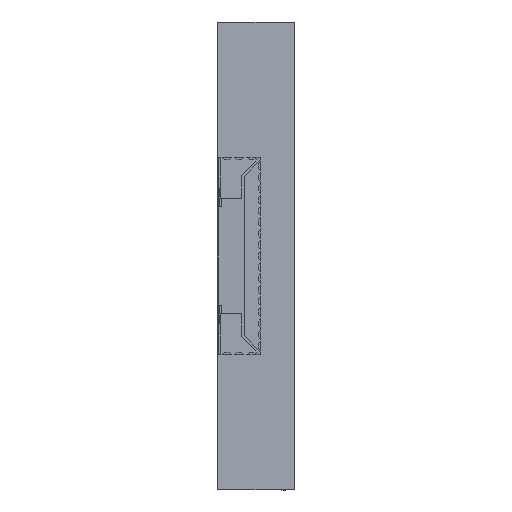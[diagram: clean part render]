
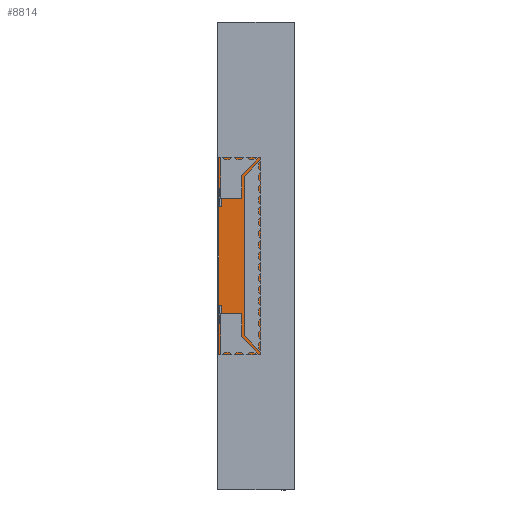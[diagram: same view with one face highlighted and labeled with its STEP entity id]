
A CAD part, front view. The second image highlights one B-rep face of the part: STEP entity #8814.
In plain terms, the highlighted planar face has unit normal (-0.011, -1, 0).
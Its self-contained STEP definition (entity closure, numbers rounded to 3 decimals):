
#279=DIRECTION('',(-1.,0.01,0.));
#280=VECTOR('',#279,63.392);
#281=CARTESIAN_POINT('',(64.188,83.653,400.));
#282=LINE('',#281,#280);
#327=DIRECTION('',(1.,-0.01,0.));
#328=VECTOR('',#327,63.392);
#329=CARTESIAN_POINT('',(0.8,84.317,0.));
#330=LINE('',#329,#328);
#2325=DIRECTION('',(0.,0.,-1.));
#2326=VECTOR('',#2325,400.);
#2327=CARTESIAN_POINT('',(64.188,83.653,400.));
#2328=LINE('',#2327,#2326);
#2329=DIRECTION('',(0.,0.,1.));
#2330=VECTOR('',#2329,400.);
#2331=CARTESIAN_POINT('',(0.8,84.317,0.));
#2332=LINE('',#2331,#2330);
#6839=CARTESIAN_POINT('',(0.8,84.317,0.));
#6840=CARTESIAN_POINT('',(0.8,84.317,400.));
#6841=VERTEX_POINT('',#6839);
#6842=VERTEX_POINT('',#6840);
#6843=CARTESIAN_POINT('',(64.188,83.653,400.));
#6844=CARTESIAN_POINT('',(64.188,83.653,
0.));
#6845=VERTEX_POINT('',#6843);
#6846=VERTEX_POINT('',#6844);
#8802=CARTESIAN_POINT('',(64.988,83.644,0.));
#8803=DIRECTION('',(0.01,1.,0.));
#8804=DIRECTION('',(-1.,0.01,0.));
#8805=AXIS2_PLACEMENT_3D('',#8802,#8803,#8804);
#8806=PLANE('',#8805);
#8807=ORIENTED_EDGE('',*,*,#7477,.F.);
#8809=ORIENTED_EDGE('',*,*,#8808,.T.);
#8810=ORIENTED_EDGE('',*,*,#7516,.F.);
#8811=ORIENTED_EDGE('',*,*,#8531,.T.);
#8812=EDGE_LOOP('',(#8807,#8809,#8810,#8811));
#8813=FACE_OUTER_BOUND('',#8812,.F.);
#8814=ADVANCED_FACE('',(#8813),#8806,.F.);
#7477=EDGE_CURVE('',#6845,#6842,#282,.T.);
#7516=EDGE_CURVE('',#6841,#6846,#330,.T.);
#8531=EDGE_CURVE('',#6841,#6842,#2332,.T.);
#8808=EDGE_CURVE('',#6845,#6846,#2328,.T.);
